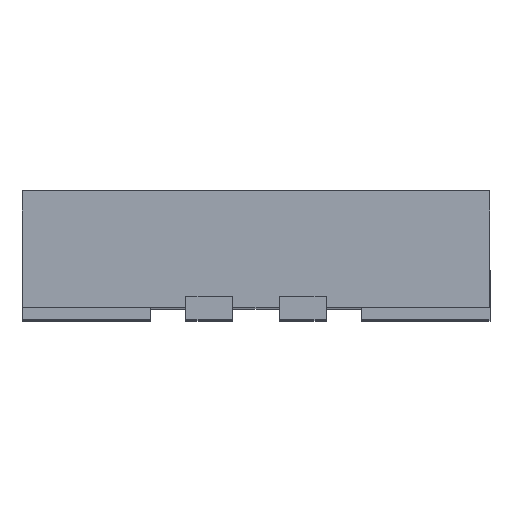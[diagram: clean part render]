
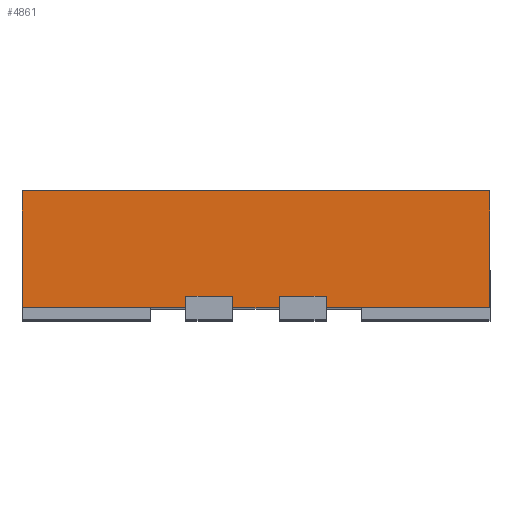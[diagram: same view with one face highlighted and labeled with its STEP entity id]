
A CAD part, top view. The second image highlights one B-rep face of the part: STEP entity #4861.
In plain terms, the highlighted planar face has unit normal (0, 0, 1).
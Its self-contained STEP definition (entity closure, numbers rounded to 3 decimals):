
#29 = DIRECTION ( 'NONE',  ( 0., -1., 0. ) ) ;
#104 = VERTEX_POINT ( 'NONE', #8158 ) ;
#122 = FACE_OUTER_BOUND ( 'NONE', #6327, .T. ) ;
#135 = VECTOR ( 'NONE', #2528, 1000. ) ;
#163 = VECTOR ( 'NONE', #3691, 1000. ) ;
#251 = VERTEX_POINT ( 'NONE', #3414 ) ;
#490 = VECTOR ( 'NONE', #8567, 1000. ) ;
#513 = DIRECTION ( 'NONE',  ( 1., 0., 0. ) ) ;
#530 = LINE ( 'NONE', #5562, #8512 ) ;
#744 = EDGE_CURVE ( 'NONE', #2156, #6784, #4210, .T. ) ;
#871 = CARTESIAN_POINT ( 'NONE',  ( -0.3, 0.1, 2. ) ) ;
#1010 = EDGE_CURVE ( 'NONE', #7863, #2156, #8941, .T. ) ;
#1087 = VERTEX_POINT ( 'NONE', #7527 ) ;
#1174 = EDGE_CURVE ( 'NONE', #7434, #251, #3905, .T. ) ;
#1323 = CARTESIAN_POINT ( 'NONE',  ( 1., 0.05, 2. ) ) ;
#1423 = DIRECTION ( 'NONE',  ( 0., -1., 0. ) ) ;
#1920 = VERTEX_POINT ( 'NONE', #8574 ) ;
#2139 = AXIS2_PLACEMENT_3D ( 'NONE', #6394, #7803, #6528 ) ;
#2156 = VERTEX_POINT ( 'NONE', #3625 ) ;
#2263 = ORIENTED_EDGE ( 'NONE', *, *, #4527, .T. ) ;
#2283 = CARTESIAN_POINT ( 'NONE',  ( -1., 5.572, 2. ) ) ;
#2365 = EDGE_CURVE ( 'NONE', #1087, #7863, #6335, .T. ) ;
#2528 = DIRECTION ( 'NONE',  ( 0., -1., 0. ) ) ;
#2745 = EDGE_CURVE ( 'NONE', #1087, #6970, #4952, .T. ) ;
#3028 = EDGE_CURVE ( 'NONE', #1920, #7434, #7236, .T. ) ;
#3350 = ORIENTED_EDGE ( 'NONE', *, *, #8120, .F. ) ;
#3414 = CARTESIAN_POINT ( 'NONE',  ( -0.3, 0.05, 2. ) ) ;
#3457 = DIRECTION ( 'NONE',  ( 1., 0., 0. ) ) ;
#3481 = ORIENTED_EDGE ( 'NONE', *, *, #2745, .F. ) ;
#3625 = CARTESIAN_POINT ( 'NONE',  ( 0.3, 0.05, 2. ) ) ;
#3688 = CARTESIAN_POINT ( 'NONE',  ( 0.1, 0.05, 2. ) ) ;
#3691 = DIRECTION ( 'NONE',  ( 0., -1., 0. ) ) ;
#3741 = ORIENTED_EDGE ( 'NONE', *, *, #7722, .F. ) ;
#3893 = EDGE_CURVE ( 'NONE', #7635, #6784, #8799, .T. ) ;
#3905 = LINE ( 'NONE', #7773, #5352 ) ;
#4001 = ORIENTED_EDGE ( 'NONE', *, *, #1174, .T. ) ;
#4012 = ORIENTED_EDGE ( 'NONE', *, *, #8650, .T. ) ;
#4091 = DIRECTION ( 'NONE',  ( 0., -1., 0. ) ) ;
#4185 = VECTOR ( 'NONE', #1423, 1000. ) ;
#4210 = LINE ( 'NONE', #9122, #6569 ) ;
#4266 = CARTESIAN_POINT ( 'NONE',  ( 1., 0.55, 2. ) ) ;
#4389 = VERTEX_POINT ( 'NONE', #8351 ) ;
#4455 = VECTOR ( 'NONE', #4091, 1000. ) ;
#4466 = CARTESIAN_POINT ( 'NONE',  ( 1., 0.55, 2. ) ) ;
#4525 = LINE ( 'NONE', #1323, #8673 ) ;
#4527 = EDGE_CURVE ( 'NONE', #104, #6970, #4525, .T. ) ;
#4683 = CARTESIAN_POINT ( 'NONE',  ( 0.3, 0.1, 2. ) ) ;
#4752 = DIRECTION ( 'NONE',  ( 1., 0., 0. ) ) ;
#4861 = ADVANCED_FACE ( 'NONE', ( #122 ), #5036, .F. ) ;
#4952 = LINE ( 'NONE', #7878, #4185 ) ;
#4998 = VECTOR ( 'NONE', #29, 1000. ) ;
#5036 = PLANE ( 'NONE',  #2139 ) ;
#5076 = ORIENTED_EDGE ( 'NONE', *, *, #2365, .T. ) ;
#5102 = DIRECTION ( 'NONE',  ( 1., 0., 0. ) ) ;
#5220 = LINE ( 'NONE', #4466, #8274 ) ;
#5327 = CARTESIAN_POINT ( 'NONE',  ( -0.1, 0.1, 2. ) ) ;
#5352 = VECTOR ( 'NONE', #3457, 1000. ) ;
#5552 = VECTOR ( 'NONE', #513, 1000. ) ;
#5562 = CARTESIAN_POINT ( 'NONE',  ( -0.1, 0.1, 2. ) ) ;
#5688 = CARTESIAN_POINT ( 'NONE',  ( -1., 0.05, 2. ) ) ;
#5762 = EDGE_CURVE ( 'NONE', #8210, #4389, #530, .T. ) ;
#5907 = LINE ( 'NONE', #6382, #4998 ) ;
#6279 = DIRECTION ( 'NONE',  ( 1., 0., 0. ) ) ;
#6327 = EDGE_LOOP ( 'NONE', ( #6845, #7531, #9214, #3741, #7746, #4001, #3350, #6708, #4012, #2263, #3481, #5076 ) ) ;
#6335 = LINE ( 'NONE', #8296, #5552 ) ;
#6382 = CARTESIAN_POINT ( 'NONE',  ( -0.3, 0.1, 2. ) ) ;
#6394 = CARTESIAN_POINT ( 'NONE',  ( 1., 5.572, 2. ) ) ;
#6528 = DIRECTION ( 'NONE',  ( -1., 0., 0. ) ) ;
#6569 = VECTOR ( 'NONE', #8398, 1000. ) ;
#6708 = ORIENTED_EDGE ( 'NONE', *, *, #5762, .T. ) ;
#6784 = VERTEX_POINT ( 'NONE', #7616 ) ;
#6845 = ORIENTED_EDGE ( 'NONE', *, *, #1010, .T. ) ;
#6970 = VERTEX_POINT ( 'NONE', #3688 ) ;
#7236 = LINE ( 'NONE', #2283, #163 ) ;
#7427 = CARTESIAN_POINT ( 'NONE',  ( 0.3, 0.1, 2. ) ) ;
#7434 = VERTEX_POINT ( 'NONE', #5688 ) ;
#7527 = CARTESIAN_POINT ( 'NONE',  ( 0.1, 0.1, 2. ) ) ;
#7531 = ORIENTED_EDGE ( 'NONE', *, *, #744, .T. ) ;
#7616 = CARTESIAN_POINT ( 'NONE',  ( 1., 0.05, 2. ) ) ;
#7635 = VERTEX_POINT ( 'NONE', #4266 ) ;
#7722 = EDGE_CURVE ( 'NONE', #1920, #7635, #5220, .T. ) ;
#7746 = ORIENTED_EDGE ( 'NONE', *, *, #3028, .T. ) ;
#7773 = CARTESIAN_POINT ( 'NONE',  ( 1., 0.05, 2. ) ) ;
#7803 = DIRECTION ( 'NONE',  ( 0., 0., -1. ) ) ;
#7863 = VERTEX_POINT ( 'NONE', #7427 ) ;
#7878 = CARTESIAN_POINT ( 'NONE',  ( 0.1, 0.1, 2. ) ) ;
#7995 = LINE ( 'NONE', #5327, #135 ) ;
#8120 = EDGE_CURVE ( 'NONE', #8210, #251, #5907, .T. ) ;
#8158 = CARTESIAN_POINT ( 'NONE',  ( -0.1, 0.05, 2. ) ) ;
#8210 = VERTEX_POINT ( 'NONE', #871 ) ;
#8274 = VECTOR ( 'NONE', #5102, 1000. ) ;
#8296 = CARTESIAN_POINT ( 'NONE',  ( 0.3, 0.1, 2. ) ) ;
#8351 = CARTESIAN_POINT ( 'NONE',  ( -0.1, 0.1, 2. ) ) ;
#8398 = DIRECTION ( 'NONE',  ( 1., 0., 0. ) ) ;
#8512 = VECTOR ( 'NONE', #6279, 1000. ) ;
#8567 = DIRECTION ( 'NONE',  ( 0., -1., 0. ) ) ;
#8574 = CARTESIAN_POINT ( 'NONE',  ( -1., 0.55, 2. ) ) ;
#8650 = EDGE_CURVE ( 'NONE', #4389, #104, #7995, .T. ) ;
#8673 = VECTOR ( 'NONE', #4752, 1000. ) ;
#8799 = LINE ( 'NONE', #9204, #490 ) ;
#8941 = LINE ( 'NONE', #4683, #4455 ) ;
#9122 = CARTESIAN_POINT ( 'NONE',  ( 1., 0.05, 2. ) ) ;
#9204 = CARTESIAN_POINT ( 'NONE',  ( 1., 5.572, 2. ) ) ;
#9214 = ORIENTED_EDGE ( 'NONE', *, *, #3893, .F. ) ;
